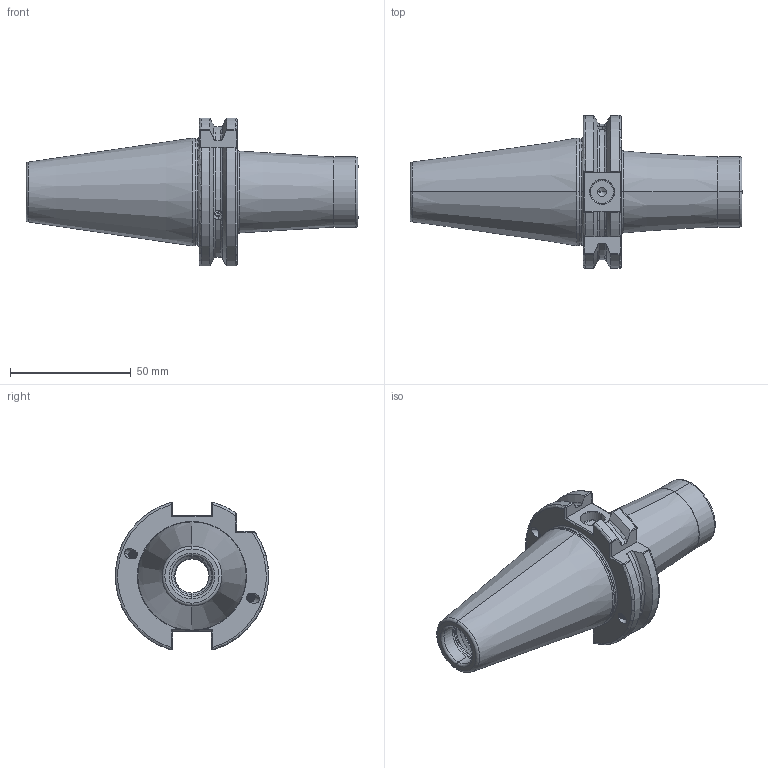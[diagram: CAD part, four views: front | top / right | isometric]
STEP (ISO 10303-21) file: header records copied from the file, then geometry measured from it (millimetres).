
FILE_DESCRIPTION (( 'STEP AP203' ), '1' );
FILE_NAME ('403.06.16.1.STEP', '2016-07-25T03:27:14', ( '' ), ( '' ), 'SwSTEP 2.0', 'SolidWorks 2012', '' );
FILE_SCHEMA (( 'CONFIG_CONTROL_DESIGN' ));
Length unit declared in the file: millimetre
Products named in the file (1): 403.06.16.1
Bounding box: 137.4 x 63.34 x 61.24 mm (x, y, z)
Volume: 126240.8 mm3; surface area: 29938.9 mm2
Topology: 1 solids, 1 shells, 274 faces, 751 edges, 468 vertices
Faces by surface type: cylinder 126, plane 52, torus 38, cone 33, bspline 25
Entity records: 17919 total; most frequent: CARTESIAN_POINT 11779, ORIENTED_EDGE 1474, DIRECTION 1051, EDGE_CURVE 737, VERTEX_POINT 468, AXIS2_PLACEMENT_3D 412, EDGE_LOOP 287, FACE_OUTER_BOUND 274
